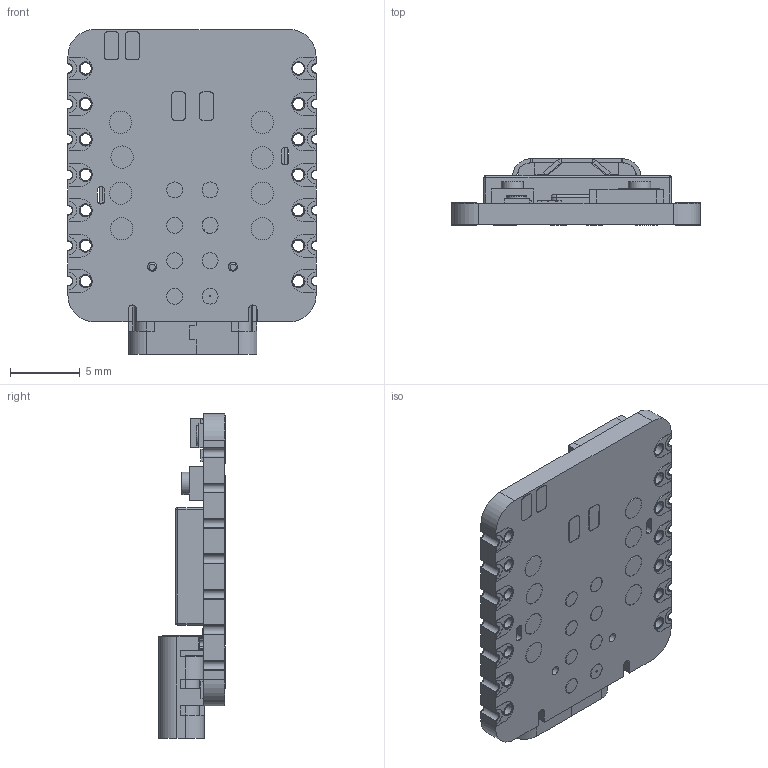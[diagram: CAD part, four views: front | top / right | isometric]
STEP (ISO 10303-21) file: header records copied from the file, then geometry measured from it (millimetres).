
FILE_DESCRIPTION(/* description */ (''),/* implementation_level */ '2;1');
FILE_NAME(/* name */ 'Seeed Studio XIAO nRF54L15 Sense.step',/* time_stamp */ '2025-08-05T14:41:36+05:30',/* author */ (''),/* organization */ (''),/* preprocessor_version */ 'ST-DEVELOPER v20.1',/* originating_system */ 'Autodesk Translation Framework v14.10.0.0',/* authorisation */ '');
FILE_SCHEMA (('AUTOMOTIVE_DESIGN { 1 0 10303 214 3 1 1 }'));
Products named in the file (23): Seeed Studio XIAO nRF54L15; XIAO nRF54l15 1; XIAO nRF54l15_pad; XIAO nRF54l15_PCB; USB_type_C_smd_12ps v1; shield; Component10; Component11; Component21; Component22; Component24; Component23; Component25; Component26; Component17; Component20; Component15; Component16; Component12; Component13; Component14; Component18; Component19
Assembly tree (22 placements, depth 3):
  Seeed Studio XIAO nRF54L15
    XIAO nRF54l15 1
      XIAO nRF54l15_pad
      XIAO nRF54l15_PCB
      USB_type_C_smd_12ps v1
      shield
      Component10
      Component11
      Component21
      Component22
      Component24
      Component23
      Component25
      Component26
      Component17
      Component20
      Component15
      Component16
      Component12
      Component13
      Component14
      Component18
      Component19
Bounding box: 17.79 x 4.76 x 23.28 mm (x, y, z)
Volume: 749.4 mm3; surface area: 2862.5 mm2
Topology: 189 solids, 189 shells, 2926 faces, 7138 edges, 4651 vertices
Faces by surface type: plane 1623, bspline 737, cylinder 516, torus 24, sphere 24, cone 2
Full cylindrical faces by diameter (mm): 0.102 x1, 0.455 x1, 0.65 x4, 0.667 x1, 0.8 x65, 0.839 x5, 0.85 x26, 0.889 x2, 0.95 x28, 1.143 x8, 1.166 x1, 1.454 x1, 1.596 x1, 1.6 x8, 1.615 x1
Entity records: 87995 total; most frequent: CARTESIAN_POINT 22870, ORIENTED_EDGE 14218, DIRECTION 11226, EDGE_CURVE 7109, VERTEX_POINT 4651, LINE 4598, VECTOR 4598, AXIS2_PLACEMENT_3D 3314
